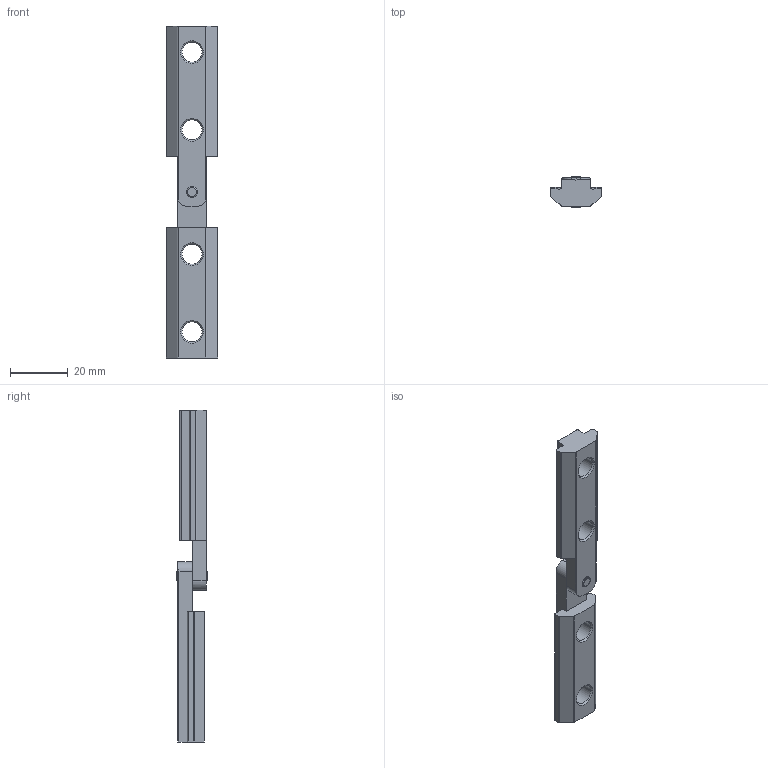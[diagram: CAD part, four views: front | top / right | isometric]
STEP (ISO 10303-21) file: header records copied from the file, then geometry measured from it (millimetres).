
FILE_DESCRIPTION (( 'STEP AP214' ), '1' );
FILE_NAME ('A474 Ïîâîðîòíûé âíóòðåííèé óãëîâîé ñîåäèíèòåëü 10-Â, ïàç 10.STEP', '2021-07-20T07:39:32', ( 'Ïîëüçîâàòåëü Windows' ), ( '' ), 'SwSTEP 2.0', 'SolidWorks 2021', '' );
FILE_SCHEMA (( 'AUTOMOTIVE_DESIGN' ));
Length unit declared in the file: millimetre
Products named in the file (4): A474 昢膼瘔膻嬅00; A474 Ïîâîðîòíûé âíóòðåííèé óãëîâîé ñîåäèíèòåëü 10-Â, ïàç 10; A474 ﾎ魵瑙韃 2_00; A474 务黖00
Assembly tree (3 placements, depth 2):
  A474 Ïîâîðîòíûé âíóòðåííèé óãëîâîé ñîåäèíèòåëü 10-Â, ïàç 10
    A474 昢膼瘔膻嬅00
    A474 ﾎ魵瑙韃 2_00
    A474 务黖00
Bounding box: 18 x 10.8 x 115.4 mm (x, y, z)
Volume: 11687.2 mm3; surface area: 6615.3 mm2
Topology: 3 solids, 3 shells, 137 faces, 375 edges, 241 vertices
Faces by surface type: plane 54, cylinder 38, cone 29, bspline 16
Entity records: 5048 total; most frequent: CARTESIAN_POINT 1423, ORIENTED_EDGE 750, DIRECTION 666, EDGE_CURVE 375, AXIS2_PLACEMENT_3D 244, VERTEX_POINT 241, LINE 178, VECTOR 178
